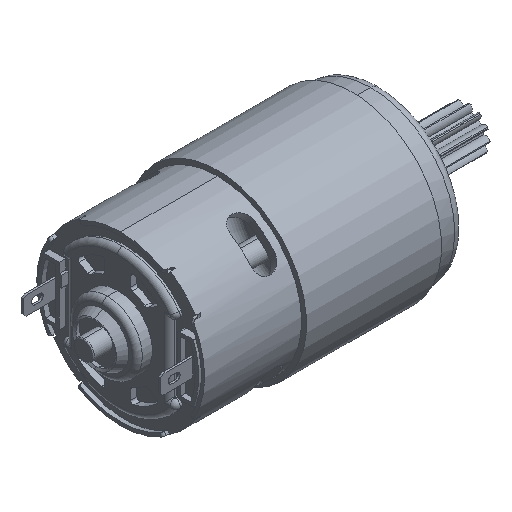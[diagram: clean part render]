
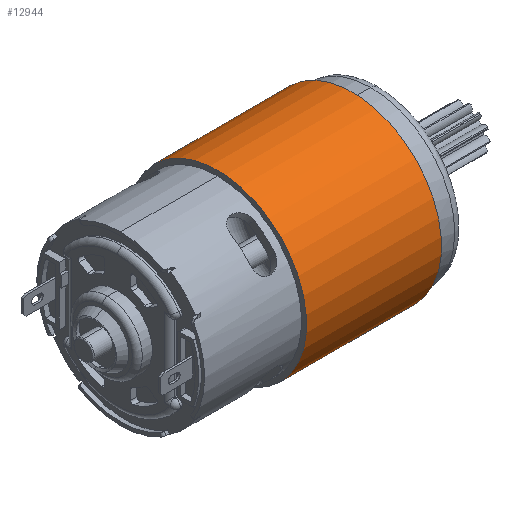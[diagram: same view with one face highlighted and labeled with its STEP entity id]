
A CAD part, isometric view. The second image highlights one B-rep face of the part: STEP entity #12944.
In plain terms, the highlighted cylindrical face has radius 22.416 mm (diameter 44.831 mm), a partial arc.
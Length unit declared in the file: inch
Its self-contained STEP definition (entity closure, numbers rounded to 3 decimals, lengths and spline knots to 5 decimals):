
#2 = LINE ( 'NONE', #11150, #18995 ) ;
#751 = DIRECTION ( 'NONE',  ( -1., 0., 0. ) ) ;
#820 = VERTEX_POINT ( 'NONE', #22893 ) ;
#1275 = EDGE_CURVE ( 'NONE', #4199, #4848, #1353, .T. ) ;
#1353 = CIRCLE ( 'NONE', #18651, 0.8825 ) ;
#2452 = DIRECTION ( 'NONE',  ( -1., 0., 0. ) ) ;
#3336 = VERTEX_POINT ( 'NONE', #13141 ) ;
#4199 = VERTEX_POINT ( 'NONE', #22105 ) ;
#4370 = EDGE_CURVE ( 'NONE', #3336, #4848, #6982, .T. ) ;
#4848 = VERTEX_POINT ( 'NONE', #9454 ) ;
#5484 = CIRCLE ( 'NONE', #10628, 0.8825 ) ;
#5721 = ORIENTED_EDGE ( 'NONE', *, *, #1275, .F. ) ;
#5842 = DIRECTION ( 'NONE',  ( -1., 0., 0. ) ) ;
#5862 = DIRECTION ( 'NONE',  ( 0., 0., 1. ) ) ;
#6202 = EDGE_CURVE ( 'NONE', #820, #3336, #5484, .T. ) ;
#6982 = LINE ( 'NONE', #13587, #11892 ) ;
#7631 = CARTESIAN_POINT ( 'NONE',  ( 4.1142, 0., 0. ) ) ;
#8250 = DIRECTION ( 'NONE',  ( -1., 0., 0. ) ) ;
#9454 = CARTESIAN_POINT ( 'NONE',  ( 0.27953, -0.22866, 0.85236 ) ) ;
#10628 = AXIS2_PLACEMENT_3D ( 'NONE', #13452, #2452, #15283 ) ;
#11150 = CARTESIAN_POINT ( 'NONE',  ( 2.96063, 0.22866, 0.85236 ) ) ;
#11487 = ORIENTED_EDGE ( 'NONE', *, *, #6202, .T. ) ;
#11892 = VECTOR ( 'NONE', #751, 39.37008 ) ;
#12944 = ADVANCED_FACE ( 'NONE', ( #15871 ), #12949, .T. ) ;
#12949 = CYLINDRICAL_SURFACE ( 'NONE', #17405, 0.8825 ) ;
#13141 = CARTESIAN_POINT ( 'NONE',  ( 1.61811, -0.22866, 0.85236 ) ) ;
#13420 = EDGE_CURVE ( 'NONE', #820, #4199, #2, .T. ) ;
#13452 = CARTESIAN_POINT ( 'NONE',  ( 1.61811, 0., 0. ) ) ;
#13587 = CARTESIAN_POINT ( 'NONE',  ( 2.96063, -0.22866, 0.85236 ) ) ;
#13792 = EDGE_LOOP ( 'NONE', ( #5721, #15903, #11487, #23080 ) ) ;
#15283 = DIRECTION ( 'NONE',  ( 0., 0., -1. ) ) ;
#15871 = FACE_OUTER_BOUND ( 'NONE', #13792, .T. ) ;
#15903 = ORIENTED_EDGE ( 'NONE', *, *, #13420, .F. ) ;
#17405 = AXIS2_PLACEMENT_3D ( 'NONE', #7631, #20531, #5862 ) ;
#18651 = AXIS2_PLACEMENT_3D ( 'NONE', #19283, #8250, #21158 ) ;
#18995 = VECTOR ( 'NONE', #5842, 39.37008 ) ;
#19283 = CARTESIAN_POINT ( 'NONE',  ( 0.27953, 0., 0. ) ) ;
#20531 = DIRECTION ( 'NONE',  ( -1., 0., 0. ) ) ;
#21158 = DIRECTION ( 'NONE',  ( 0., 0., 1. ) ) ;
#22105 = CARTESIAN_POINT ( 'NONE',  ( 0.27953, 0.22866, 0.85236 ) ) ;
#22893 = CARTESIAN_POINT ( 'NONE',  ( 1.61811, 0.22866, 0.85236 ) ) ;
#23080 = ORIENTED_EDGE ( 'NONE', *, *, #4370, .T. ) ;
